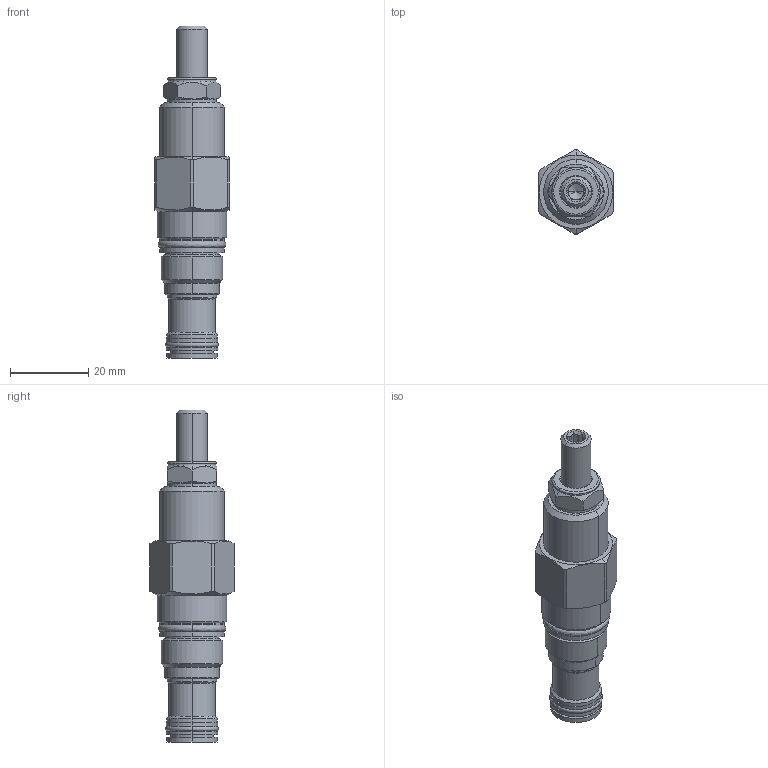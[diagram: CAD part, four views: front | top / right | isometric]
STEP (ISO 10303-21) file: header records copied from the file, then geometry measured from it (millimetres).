
FILE_DESCRIPTION((''),'2;1');
FILE_NAME('FCBB-LAN_PRT','2013-01-30T',('Administrator'),(''),'PRO/ENGINEER BY PARAMETRIC TECHNOLOGY CORPORATION, 2006240','PRO/ENGINEER BY PARAMETRIC TECHNOLOGY CORPORATION, 2006240','');
FILE_SCHEMA(('CONFIG_CONTROL_DESIGN'));
Length unit declared in the file: inch
Products named in the file (1): FCBB-LAN_PRT
Bounding box: 19.05 x 21.54 x 85.06 mm (x, y, z)
Volume: 14859.8 mm3; surface area: 6111.4 mm2
Topology: 3 solids, 7 shells, 254 faces, 591 edges, 357 vertices
Faces by surface type: cylinder 97, plane 70, cone 49, torus 22, bspline 8, revolution 8
Entity records: 11111 total; most frequent: CARTESIAN_POINT 5313, DIRECTION 1215, ORIENTED_EDGE 1174, EDGE_CURVE 587, AXIS2_PLACEMENT_3D 493, VERTEX_POINT 357, EDGE_LOOP 290, CIRCLE 255
